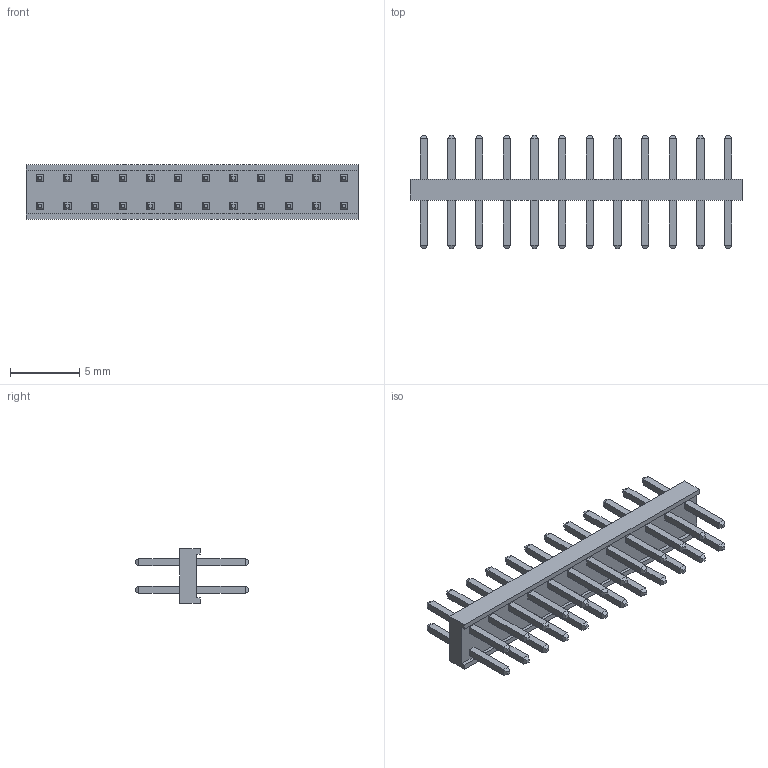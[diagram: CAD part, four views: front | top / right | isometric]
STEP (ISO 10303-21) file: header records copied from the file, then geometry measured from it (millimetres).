
FILE_DESCRIPTION( ( 'STEP AP214' ), '1' );
FILE_NAME( 'TMM-112-01-T-D.stp', '2021-03-13T12:49:11', ( 'License CC BY-ND 4.0' ), ( 'CADENAS' ), ' ', 'PARTsolutions', ' ' );
FILE_SCHEMA( ( 'AUTOMOTIVE_DESIGN { 1 0 10303 214 1 1 1 1 }' ) );
Length unit declared in the file: inch
Products named in the file (4): TMM-112-01-T-D; _TMM-112-01-T-D_body; _TMM-112-01-T-D_pins1; _TMM-112-01-T-D_pins2
Assembly tree (3 placements, depth 2):
  TMM-112-01-T-D
    _TMM-112-01-T-D_body
    _TMM-112-01-T-D_pins1
    _TMM-112-01-T-D_pins2
Bounding box: 24 x 8.2 x 3.94 mm (x, y, z)
Volume: 192.9 mm3; surface area: 995.1 mm2
Topology: 3 solids, 3 shells, 546 faces, 1296 edges, 800 vertices
Faces by surface type: plane 546
Entity records: 9911 total; most frequent: ORIENTED_EDGE 2580, CARTESIAN_POINT 1321, EDGE_CURVE 1290, LINE 880, VERTEX_POINT 792, EDGE_LOOP 638, STYLED_ITEM 546, ADVANCED_FACE 546
